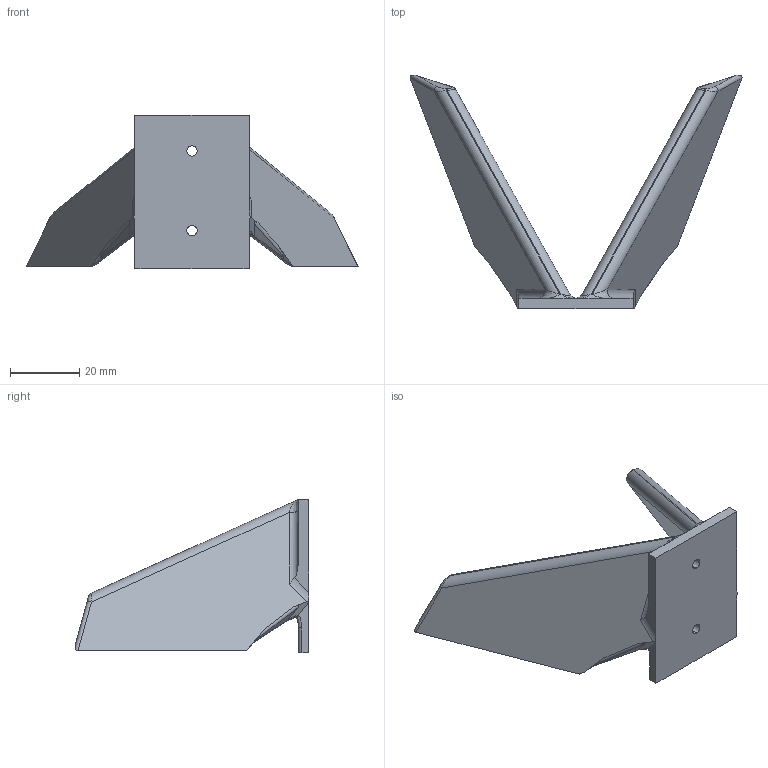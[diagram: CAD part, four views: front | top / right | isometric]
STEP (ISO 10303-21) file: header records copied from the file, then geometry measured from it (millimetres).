
FILE_DESCRIPTION(/* description */ (''),/* implementation_level */ '2;1');
FILE_NAME(/* name */ 'Tall KauriSpoilerFin V2.stp',/* time_stamp */ '2022-06-16T21:29:56-06:00',/* author */ ('Steven'),/* organization */ (''),/* preprocessor_version */ 'ST-DEVELOPER v18',/* originating_system */ 'Autodesk Inventor 2020',/* authorisation */ '');
FILE_SCHEMA (('AUTOMOTIVE_DESIGN { 1 0 10303 214 3 1 1 }'));
Length unit declared in the file: millimetre
Products named in the file (1): Tall KauriSpoilerFin V2
Bounding box: 95.98 x 67.55 x 44.32 mm (x, y, z)
Volume: 23300.4 mm3; surface area: 12028.1 mm2
Topology: 1 solids, 1 shells, 87 faces, 241 edges, 164 vertices
Faces by surface type: cylinder 36, plane 35, bspline 16
Entity records: 3432 total; most frequent: CARTESIAN_POINT 1178, ORIENTED_EDGE 470, DIRECTION 450, EDGE_CURVE 235, AXIS2_PLACEMENT_3D 164, VERTEX_POINT 150, LINE 122, VECTOR 122
